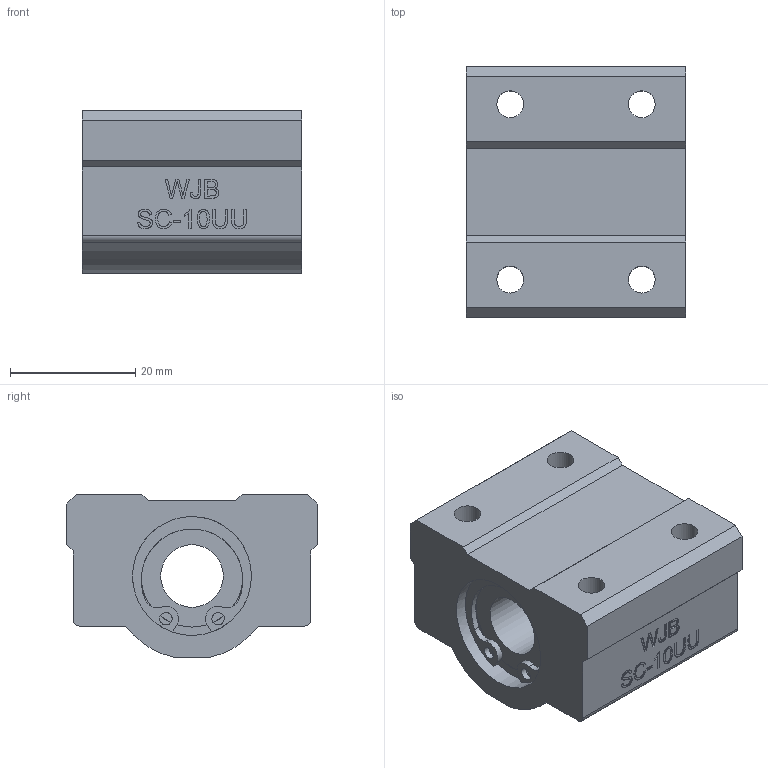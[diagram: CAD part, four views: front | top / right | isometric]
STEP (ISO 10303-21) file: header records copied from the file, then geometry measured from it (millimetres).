
FILE_DESCRIPTION(/* description */ (''),/* implementation_level */ '2;1');
FILE_NAME(/* name */ 'WJB-SC10UU.stp',/* time_stamp */ '2018-11-25T22:13:52+08:00',/* author */ (''),/* organization */ (''),/* preprocessor_version */ 'ST-DEVELOPER v11',/* originating_system */ 'SIEMENS UGS NX 6.0',/* authorisation */ '');
FILE_SCHEMA (('CONFIG_CONTROL_DESIGN'));
Length unit declared in the file: millimetre
Products named in the file (1): WJB-SC10UU
Bounding box: 35 x 40 x 26 mm (x, y, z)
Volume: 25635.5 mm3; surface area: 8718 mm2
Topology: 3 solids, 3 shells, 233 faces, 593 edges, 390 vertices
Faces by surface type: plane 136, extrusion 66, cylinder 31
Full cylindrical faces by diameter (mm): 2 x4, 4.3 x4, 10 x1, 16.3 x2, 18 x2, 19 x4
Entity records: 8784 total; most frequent: CARTESIAN_POINT 3462, ORIENTED_EDGE 1128, DIRECTION 868, EDGE_CURVE 564, VERTEX_POINT 378, VECTOR 336, EDGE_LOOP 296, LINE 270
